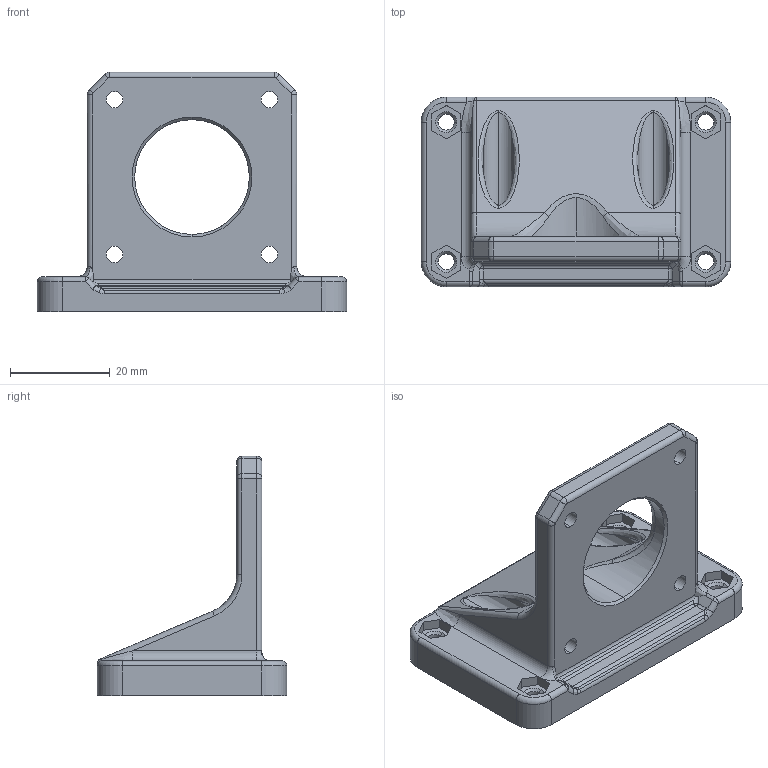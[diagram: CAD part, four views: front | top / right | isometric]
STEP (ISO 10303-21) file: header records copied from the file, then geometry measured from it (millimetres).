
FILE_DESCRIPTION (( 'STEP AP214' ), '1' );
FILE_NAME ('Motor_holder.STEP', '2024-12-08T11:49:17', ( '' ), ( '' ), 'SwSTEP 2.0', 'SolidWorks 2024', '' );
FILE_SCHEMA (( 'AUTOMOTIVE_DESIGN' ));
Length unit declared in the file: millimetre
Products named in the file (1): Motor_holder
Bounding box: 62 x 38 x 48 mm (x, y, z)
Volume: 27698.7 mm3; surface area: 9913.8 mm2
Topology: 1 solids, 1 shells, 178 faces, 424 edges, 253 vertices
Faces by surface type: cylinder 67, plane 50, bspline 19, cone 18, torus 18, sphere 6
Entity records: 6037 total; most frequent: CARTESIAN_POINT 1952, DIRECTION 862, ORIENTED_EDGE 848, EDGE_CURVE 424, AXIS2_PLACEMENT_3D 329, VERTEX_POINT 253, VECTOR 204, LINE 204
